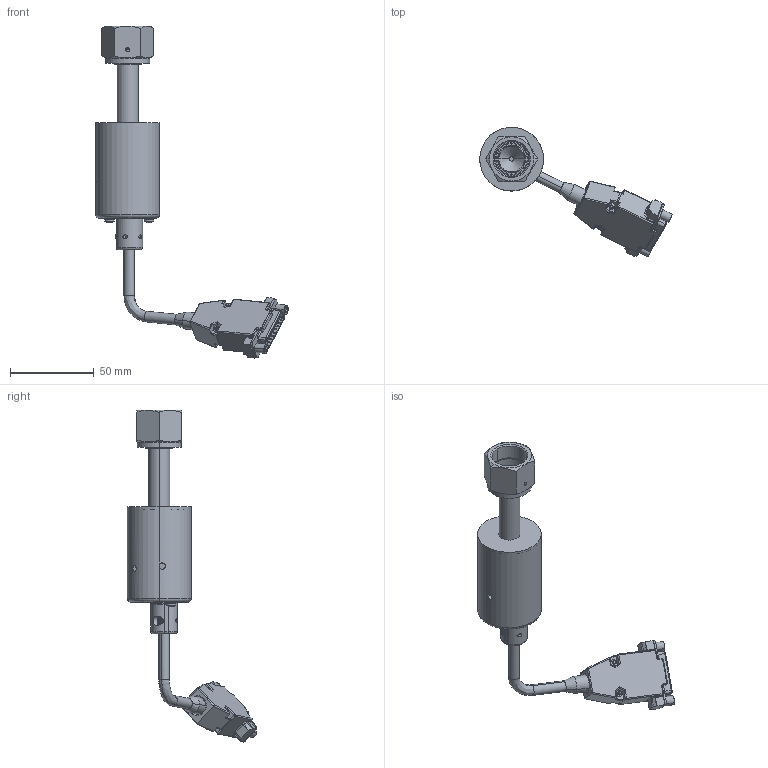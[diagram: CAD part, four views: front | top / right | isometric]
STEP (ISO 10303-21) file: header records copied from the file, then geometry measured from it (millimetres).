
FILE_DESCRIPTION (( 'STEP AP214' ), '1' );
FILE_NAME ('CMCA-15PIN-8VCRF.STEP', '2023-02-24T14:06:13', ( '' ), ( '' ), 'SwSTEP 2.0', 'SolidWorks 2020', '' );
FILE_SCHEMA (( 'AUTOMOTIVE_DESIGN' ));
Length unit declared in the file: inch
Products named in the file (1): CMCA-15PIN-8VCRF
Bounding box: 115.06 x 77.2 x 198.47 mm (x, y, z)
Volume: 42853.8 mm3; surface area: 37517.1 mm2
Topology: 2 solids, 3 shells, 1152 faces, 3038 edges, 1940 vertices
Faces by surface type: plane 569, cylinder 465, torus 62, cone 34, sphere 13, bspline 9
Entity records: 37642 total; most frequent: CARTESIAN_POINT 9243, ORIENTED_EDGE 6058, DIRECTION 5830, EDGE_CURVE 3029, AXIS2_PLACEMENT_3D 2138, VERTEX_POINT 1940, LINE 1554, VECTOR 1554
